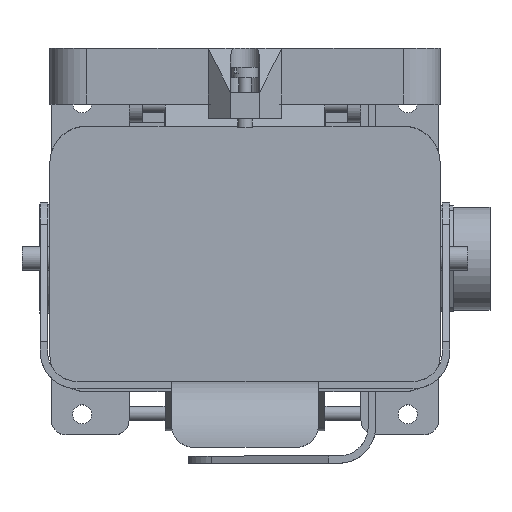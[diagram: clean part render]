
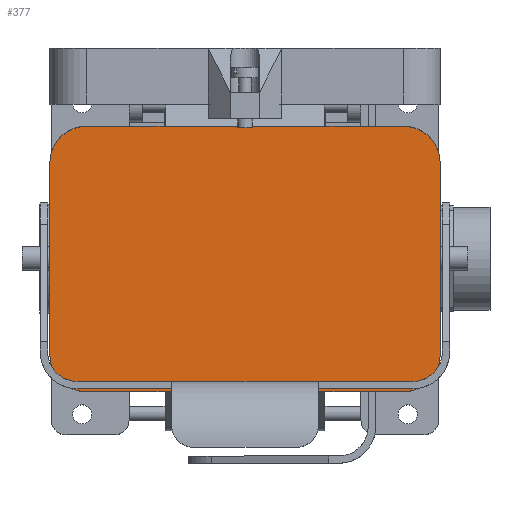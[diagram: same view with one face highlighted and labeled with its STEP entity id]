
A CAD part, top view. The second image highlights one B-rep face of the part: STEP entity #377.
In plain terms, the highlighted planar face has unit normal (0, 0, 1).
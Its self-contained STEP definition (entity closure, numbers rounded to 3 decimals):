
#377 = ADVANCED_FACE( '', ( #1041 ), #1042, .T. );
#1041 = FACE_OUTER_BOUND( '', #2106, .T. );
#1042 = PLANE( '', #2107 );
#2106 = EDGE_LOOP( '', ( #3202, #3203, #3204, #3205, #3206, #3207, #3208, #3209, #3210, #3211, #3212, #3213, #3214, #3215 ) );
#2107 = AXIS2_PLACEMENT_3D( '', #3216, #3217, #3218 );
#3202 = ORIENTED_EDGE( '', *, *, #6092, .F. );
#3203 = ORIENTED_EDGE( '', *, *, #6093, .T. );
#3204 = ORIENTED_EDGE( '', *, *, #6094, .T. );
#3205 = ORIENTED_EDGE( '', *, *, #6095, .F. );
#3206 = ORIENTED_EDGE( '', *, *, #6096, .F. );
#3207 = ORIENTED_EDGE( '', *, *, #6097, .F. );
#3208 = ORIENTED_EDGE( '', *, *, #6098, .T. );
#3209 = ORIENTED_EDGE( '', *, *, #6099, .T. );
#3210 = ORIENTED_EDGE( '', *, *, #6100, .F. );
#3211 = ORIENTED_EDGE( '', *, *, #6101, .T. );
#3212 = ORIENTED_EDGE( '', *, *, #6102, .T. );
#3213 = ORIENTED_EDGE( '', *, *, #6103, .T. );
#3214 = ORIENTED_EDGE( '', *, *, #6104, .F. );
#3215 = ORIENTED_EDGE( '', *, *, #6105, .F. );
#3216 = CARTESIAN_POINT( '', ( -54., 32.75, 19. ) );
#3217 = DIRECTION( '', ( 0., 0., 1. ) );
#3218 = DIRECTION( '', ( 1., 0., 0. ) );
#6092 = EDGE_CURVE( '', #7268, #7269, #7270, .T. );
#6093 = EDGE_CURVE( '', #7268, #7271, #7272, .T. );
#6094 = EDGE_CURVE( '', #7271, #7273, #7274, .T. );
#6095 = EDGE_CURVE( '', #7275, #7273, #7276, .T. );
#6096 = EDGE_CURVE( '', #7277, #7275, #7278, .T. );
#6097 = EDGE_CURVE( '', #7279, #7277, #7280, .T. );
#6098 = EDGE_CURVE( '', #7279, #7281, #7282, .T. );
#6099 = EDGE_CURVE( '', #7281, #7283, #7284, .F. );
#6100 = EDGE_CURVE( '', #7285, #7283, #7286, .T. );
#6101 = EDGE_CURVE( '', #7285, #7287, #7288, .T. );
#6102 = EDGE_CURVE( '', #7287, #7289, #7290, .T. );
#6103 = EDGE_CURVE( '', #7289, #7291, #7292, .T. );
#6104 = EDGE_CURVE( '', #7293, #7291, #7294, .T. );
#6105 = EDGE_CURVE( '', #7269, #7293, #7295, .T. );
#7268 = VERTEX_POINT( '', #8998 );
#7269 = VERTEX_POINT( '', #8999 );
#7270 = LINE( '', #9000, #9001 );
#7271 = VERTEX_POINT( '', #9002 );
#7272 = LINE( '', #9003, #9004 );
#7273 = VERTEX_POINT( '', #9005 );
#7274 = CIRCLE( '', #9006, 12.5 );
#7275 = VERTEX_POINT( '', #9007 );
#7276 = LINE( '', #9008, #9009 );
#7277 = VERTEX_POINT( '', #9010 );
#7278 = CIRCLE( '', #9011, 12.5 );
#7279 = VERTEX_POINT( '', #9012 );
#7280 = LINE( '', #9013, #9014 );
#7281 = VERTEX_POINT( '', #9015 );
#7282 = LINE( '', #9016, #9017 );
#7283 = VERTEX_POINT( '', #9018 );
#7284 = CIRCLE( '', #9019, 5. );
#7285 = VERTEX_POINT( '', #9020 );
#7286 = LINE( '', #9021, #9022 );
#7287 = VERTEX_POINT( '', #9023 );
#7288 = LINE( '', #9024, #9025 );
#7289 = VERTEX_POINT( '', #9026 );
#7290 = CIRCLE( '', #9027, 12.5 );
#7291 = VERTEX_POINT( '', #9028 );
#7292 = LINE( '', #9029, #9030 );
#7293 = VERTEX_POINT( '', #9031 );
#7294 = CIRCLE( '', #9032, 12.5 );
#7295 = LINE( '', #9033, #9034 );
#8998 = CARTESIAN_POINT( '', ( 27.25, -45.25, 19. ) );
#8999 = CARTESIAN_POINT( '', ( -27.25, -45.25, 19. ) );
#9000 = CARTESIAN_POINT( '', ( 0., -45.25, 19. ) );
#9001 = VECTOR( '', #11407, 1000. );
#9002 = CARTESIAN_POINT( '', ( 54., -45.25, 19. ) );
#9003 = CARTESIAN_POINT( '', ( 0., -45.25, 19. ) );
#9004 = VECTOR( '', #11408, 1000. );
#9005 = CARTESIAN_POINT( '', ( 66.5, -32.75, 19. ) );
#9006 = AXIS2_PLACEMENT_3D( '', #11409, #11410, #11411 );
#9007 = CARTESIAN_POINT( '', ( 66.5, 32.75, 19. ) );
#9008 = CARTESIAN_POINT( '', ( 66.5, 32.75, 19. ) );
#9009 = VECTOR( '', #11412, 1000. );
#9010 = CARTESIAN_POINT( '', ( 54., 45.25, 19. ) );
#9011 = AXIS2_PLACEMENT_3D( '', #11413, #11414, #11415 );
#9012 = CARTESIAN_POINT( '', ( 12.5, 45.25, 19. ) );
#9013 = CARTESIAN_POINT( '', ( 0., 45.25, 19. ) );
#9014 = VECTOR( '', #11416, 1000. );
#9015 = CARTESIAN_POINT( '', ( 4.33, 45.25, 19. ) );
#9016 = CARTESIAN_POINT( '', ( 132.126, 45.25, 19. ) );
#9017 = VECTOR( '', #11417, 1000. );
#9018 = CARTESIAN_POINT( '', ( -4.33, 45.25, 19. ) );
#9019 = AXIS2_PLACEMENT_3D( '', #11418, #11419, #11420 );
#9020 = CARTESIAN_POINT( '', ( -12.5, 45.25, 19. ) );
#9021 = CARTESIAN_POINT( '', ( -132.126, 45.25, 19. ) );
#9022 = VECTOR( '', #11421, 1000. );
#9023 = CARTESIAN_POINT( '', ( -54., 45.25, 19. ) );
#9024 = CARTESIAN_POINT( '', ( 0., 45.25, 19. ) );
#9025 = VECTOR( '', #11422, 1000. );
#9026 = CARTESIAN_POINT( '', ( -66.5, 32.75, 19. ) );
#9027 = AXIS2_PLACEMENT_3D( '', #11423, #11424, #11425 );
#9028 = CARTESIAN_POINT( '', ( -66.5, -32.75, 19. ) );
#9029 = CARTESIAN_POINT( '', ( -66.5, 32.75, 19. ) );
#9030 = VECTOR( '', #11426, 1000. );
#9031 = CARTESIAN_POINT( '', ( -54., -45.25, 19. ) );
#9032 = AXIS2_PLACEMENT_3D( '', #11427, #11428, #11429 );
#9033 = CARTESIAN_POINT( '', ( 0., -45.25, 19. ) );
#9034 = VECTOR( '', #11430, 1000. );
#11407 = DIRECTION( '', ( -1., 0., 0. ) );
#11408 = DIRECTION( '', ( 1., 0., 0. ) );
#11409 = CARTESIAN_POINT( '', ( 54., -32.75, 19. ) );
#11410 = DIRECTION( '', ( 0., 0., 1. ) );
#11411 = DIRECTION( '', ( -1., 0., 0. ) );
#11412 = DIRECTION( '', ( 0., -1., 0. ) );
#11413 = CARTESIAN_POINT( '', ( 54., 32.75, 19. ) );
#11414 = DIRECTION( '', ( 0., 0., -1. ) );
#11415 = DIRECTION( '', ( -1., 0., 0. ) );
#11416 = DIRECTION( '', ( 1., 0., 0. ) );
#11417 = DIRECTION( '', ( -1., 0., 0. ) );
#11418 = CARTESIAN_POINT( '', ( 0., 47.75, 19. ) );
#11419 = DIRECTION( '', ( 0., 0., 1. ) );
#11420 = DIRECTION( '', ( 1., 0., 0. ) );
#11421 = DIRECTION( '', ( 1., 0., 0. ) );
#11422 = DIRECTION( '', ( -1., 0., 0. ) );
#11423 = CARTESIAN_POINT( '', ( -54., 32.75, 19. ) );
#11424 = DIRECTION( '', ( 0., 0., 1. ) );
#11425 = DIRECTION( '', ( 1., 0., 0. ) );
#11426 = DIRECTION( '', ( 0., -1., 0. ) );
#11427 = CARTESIAN_POINT( '', ( -54., -32.75, 19. ) );
#11428 = DIRECTION( '', ( 0., 0., -1. ) );
#11429 = DIRECTION( '', ( 1., 0., 0. ) );
#11430 = DIRECTION( '', ( -1., 0., 0. ) );
